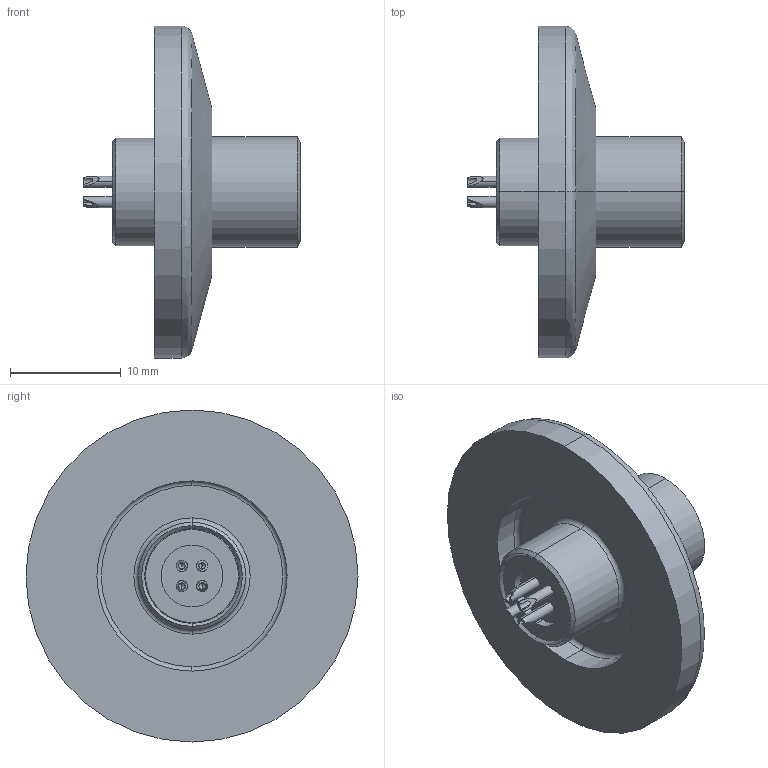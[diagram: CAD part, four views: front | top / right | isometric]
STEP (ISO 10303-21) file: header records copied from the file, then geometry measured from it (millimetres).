
FILE_DESCRIPTION (( 'STEP AP214' ), '1' );
FILE_NAME ('PF272011-X.step', '2017-07-10T09:00:29', ( 'install' ), ( '' ), 'SwSTEP 2.0', 'SolidWorks 2015', '' );
FILE_SCHEMA (( 'AUTOMOTIVE_DESIGN' ));
Length unit declared in the file: millimetre
Products named in the file (1): PF272011-X
Bounding box: 19.6 x 30 x 30 mm (x, y, z)
Volume: 3178.6 mm3; surface area: 2787.7 mm2
Topology: 1 solids, 9 shells, 179 faces, 425 edges, 261 vertices
Faces by surface type: cylinder 80, cone 58, plane 31, torus 8, bspline 2
Entity records: 5849 total; most frequent: CARTESIAN_POINT 1765, DIRECTION 872, ORIENTED_EDGE 818, EDGE_CURVE 409, AXIS2_PLACEMENT_3D 367, VERTEX_POINT 261, EDGE_LOOP 208, CIRCLE 189
